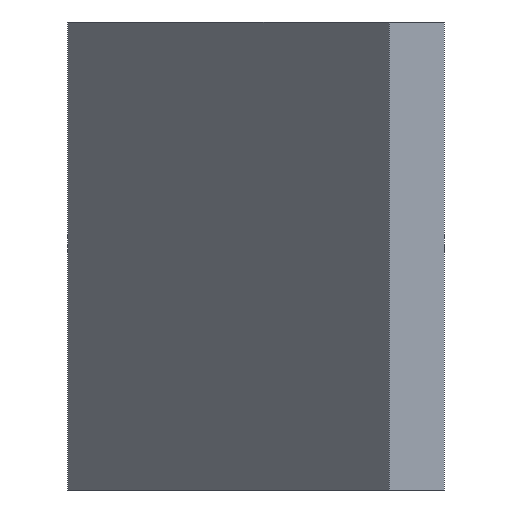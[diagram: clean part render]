
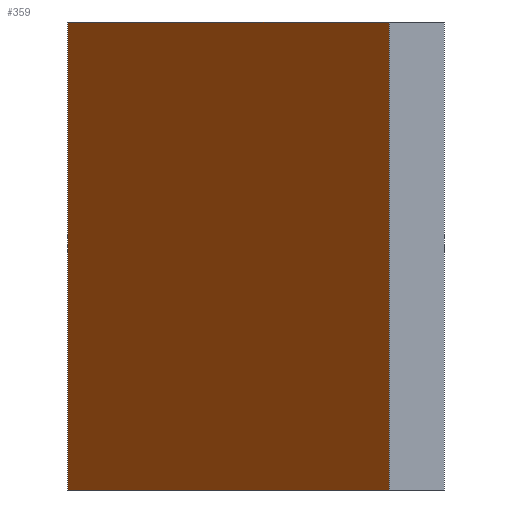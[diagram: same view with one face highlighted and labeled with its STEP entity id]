
A CAD part, left-side view. The second image highlights one B-rep face of the part: STEP entity #359.
In plain terms, the highlighted planar face has unit normal (-0.174, 0.985, 0).
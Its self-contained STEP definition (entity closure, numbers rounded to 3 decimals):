
#32 = PLANE('',#33);
#33 = AXIS2_PLACEMENT_3D('',#34,#35,#36);
#34 = CARTESIAN_POINT('',(0.,0.,8411.));
#35 = DIRECTION('',(0.,0.,1.));
#36 = DIRECTION('',(1.,0.,-0.));
#57 = VERTEX_POINT('',#58);
#58 = CARTESIAN_POINT('',(13327.,1892.968,
    8411.));
#72 = PLANE('',#73);
#73 = AXIS2_PLACEMENT_3D('',#74,#75,#76);
#74 = CARTESIAN_POINT('',(13327.,1219.136,9500.)
  );
#75 = DIRECTION('',(1.,0.,0.));
#76 = DIRECTION('',(0.,0.,1.));
#84 = EDGE_CURVE('',#85,#57,#87,.T.);
#85 = VERTEX_POINT('',#86);
#86 = CARTESIAN_POINT('',(6609.,708.403,8411.)
  );
#87 = SURFACE_CURVE('',#88,(#92,#99),.PCURVE_S1.);
#88 = LINE('',#89,#90);
#89 = CARTESIAN_POINT('',(9915.906,1291.5,
    8411.));
#90 = VECTOR('',#91,1.);
#91 = DIRECTION('',(0.985,0.174,0.));
#92 = PCURVE('',#32,#93);
#93 = DEFINITIONAL_REPRESENTATION('',(#94),#98);
#94 = LINE('',#95,#96);
#95 = CARTESIAN_POINT('',(9915.906,1291.5));
#96 = VECTOR('',#97,1.);
#97 = DIRECTION('',(0.985,0.174));
#98 = ( GEOMETRIC_REPRESENTATION_CONTEXT(2) 
PARAMETRIC_REPRESENTATION_CONTEXT() REPRESENTATION_CONTEXT('2D SPACE',''
  ) );
#99 = PCURVE('',#100,#105);
#100 = PLANE('',#101);
#101 = AXIS2_PLACEMENT_3D('',#102,#103,#104);
#102 = CARTESIAN_POINT('',(6856.906,752.115,9500.));
#103 = DIRECTION('',(0.174,-0.985,0.));
#104 = DIRECTION('',(0.,0.,-1.));
#105 = DEFINITIONAL_REPRESENTATION('',(#106),#110);
#106 = LINE('',#107,#108);
#107 = CARTESIAN_POINT('',(1089.,3106.19));
#108 = VECTOR('',#109,1.);
#109 = DIRECTION('',(0.,1.));
#110 = ( GEOMETRIC_REPRESENTATION_CONTEXT(2) 
PARAMETRIC_REPRESENTATION_CONTEXT() REPRESENTATION_CONTEXT('2D SPACE',''
  ) );
#126 = PLANE('',#127);
#127 = AXIS2_PLACEMENT_3D('',#128,#129,#130);
#128 = CARTESIAN_POINT('',(6609.,-140.368,9500.));
#129 = DIRECTION('',(-1.,0.,-0.));
#130 = DIRECTION('',(0.,1.,0.));
#159 = PLANE('',#160);
#160 = AXIS2_PLACEMENT_3D('',#161,#162,#163);
#161 = CARTESIAN_POINT('',(0.,0.,10134.));
#162 = DIRECTION('',(0.,0.,1.));
#163 = DIRECTION('',(1.,0.,-0.));
#315 = VERTEX_POINT('',#316);
#316 = CARTESIAN_POINT('',(6609.,708.403,10134.
    ));
#337 = EDGE_CURVE('',#315,#85,#338,.T.);
#338 = SURFACE_CURVE('',#339,(#343,#350),.PCURVE_S1.);
#339 = LINE('',#340,#341);
#340 = CARTESIAN_POINT('',(6609.,708.403,9500.));
#341 = VECTOR('',#342,1.);
#342 = DIRECTION('',(0.,0.,-1.));
#343 = PCURVE('',#126,#344);
#344 = DEFINITIONAL_REPRESENTATION('',(#345),#349);
#345 = LINE('',#346,#347);
#346 = CARTESIAN_POINT('',(848.771,0.));
#347 = VECTOR('',#348,1.);
#348 = DIRECTION('',(0.,1.));
#349 = ( GEOMETRIC_REPRESENTATION_CONTEXT(2) 
PARAMETRIC_REPRESENTATION_CONTEXT() REPRESENTATION_CONTEXT('2D SPACE',''
  ) );
#350 = PCURVE('',#100,#351);
#351 = DEFINITIONAL_REPRESENTATION('',(#352),#356);
#352 = LINE('',#353,#354);
#353 = CARTESIAN_POINT('',(-0.,-251.73));
#354 = VECTOR('',#355,1.);
#355 = DIRECTION('',(1.,0.));
#356 = ( GEOMETRIC_REPRESENTATION_CONTEXT(2) 
PARAMETRIC_REPRESENTATION_CONTEXT() REPRESENTATION_CONTEXT('2D SPACE',''
  ) );
#359 = ADVANCED_FACE('',(#360),#100,.F.);
#360 = FACE_BOUND('',#361,.F.);
#361 = EDGE_LOOP('',(#362,#385,#386,#387));
#362 = ORIENTED_EDGE('',*,*,#363,.F.);
#363 = EDGE_CURVE('',#315,#364,#366,.T.);
#364 = VERTEX_POINT('',#365);
#365 = CARTESIAN_POINT('',(13327.,1892.968,
    10134.));
#366 = SURFACE_CURVE('',#367,(#371,#378),.PCURVE_S1.);
#367 = LINE('',#368,#369);
#368 = CARTESIAN_POINT('',(3467.524,154.476,10134.
    ));
#369 = VECTOR('',#370,1.);
#370 = DIRECTION('',(0.985,0.174,-0.));
#371 = PCURVE('',#100,#372);
#372 = DEFINITIONAL_REPRESENTATION('',(#373),#377);
#373 = LINE('',#374,#375);
#374 = CARTESIAN_POINT('',(-634.,-3441.669));
#375 = VECTOR('',#376,1.);
#376 = DIRECTION('',(0.,1.));
#377 = ( GEOMETRIC_REPRESENTATION_CONTEXT(2) 
PARAMETRIC_REPRESENTATION_CONTEXT() REPRESENTATION_CONTEXT('2D SPACE',''
  ) );
#378 = PCURVE('',#159,#379);
#379 = DEFINITIONAL_REPRESENTATION('',(#380),#384);
#380 = LINE('',#381,#382);
#381 = CARTESIAN_POINT('',(3467.524,154.476));
#382 = VECTOR('',#383,1.);
#383 = DIRECTION('',(0.985,0.174));
#384 = ( GEOMETRIC_REPRESENTATION_CONTEXT(2) 
PARAMETRIC_REPRESENTATION_CONTEXT() REPRESENTATION_CONTEXT('2D SPACE',''
  ) );
#385 = ORIENTED_EDGE('',*,*,#337,.T.);
#386 = ORIENTED_EDGE('',*,*,#84,.T.);
#387 = ORIENTED_EDGE('',*,*,#388,.T.);
#388 = EDGE_CURVE('',#57,#364,#389,.T.);
#389 = SURFACE_CURVE('',#390,(#394,#401),.PCURVE_S1.);
#390 = LINE('',#391,#392);
#391 = CARTESIAN_POINT('',(13327.,1892.968,9500.
    ));
#392 = VECTOR('',#393,1.);
#393 = DIRECTION('',(0.,0.,1.));
#394 = PCURVE('',#100,#395);
#395 = DEFINITIONAL_REPRESENTATION('',(#396),#400);
#396 = LINE('',#397,#398);
#397 = CARTESIAN_POINT('',(0.,6569.906));
#398 = VECTOR('',#399,1.);
#399 = DIRECTION('',(-1.,0.));
#400 = ( GEOMETRIC_REPRESENTATION_CONTEXT(2) 
PARAMETRIC_REPRESENTATION_CONTEXT() REPRESENTATION_CONTEXT('2D SPACE',''
  ) );
#401 = PCURVE('',#72,#402);
#402 = DEFINITIONAL_REPRESENTATION('',(#403),#407);
#403 = LINE('',#404,#405);
#404 = CARTESIAN_POINT('',(0.,-673.831));
#405 = VECTOR('',#406,1.);
#406 = DIRECTION('',(1.,0.));
#407 = ( GEOMETRIC_REPRESENTATION_CONTEXT(2) 
PARAMETRIC_REPRESENTATION_CONTEXT() REPRESENTATION_CONTEXT('2D SPACE',''
  ) );
